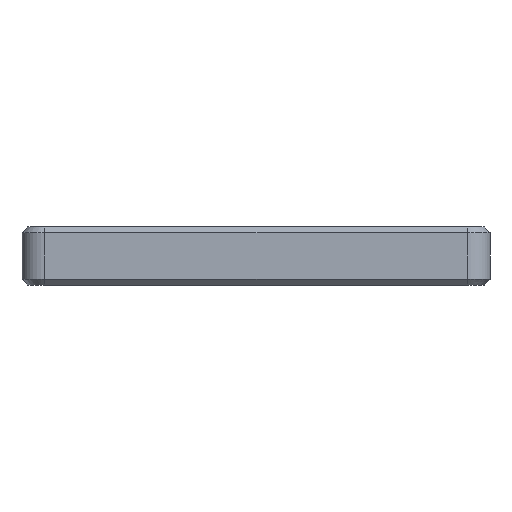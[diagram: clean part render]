
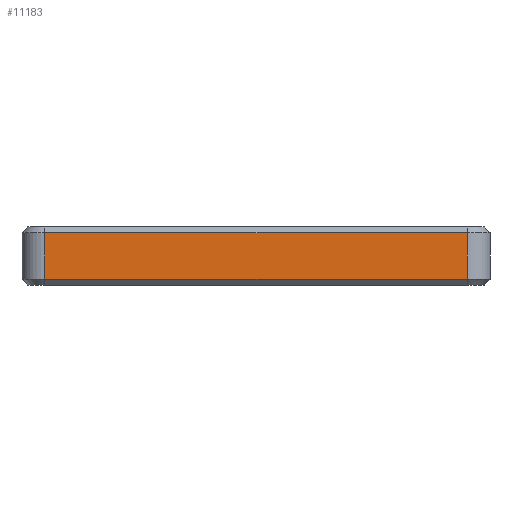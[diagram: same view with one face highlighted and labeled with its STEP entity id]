
A CAD part, left-side view. The second image highlights one B-rep face of the part: STEP entity #11183.
In plain terms, the highlighted planar face has unit normal (-1, 0, 0).
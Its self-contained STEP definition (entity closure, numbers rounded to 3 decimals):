
#4767 = PLANE('',#4768);
#4768 = AXIS2_PLACEMENT_3D('',#4769,#4770,#4771);
#4769 = CARTESIAN_POINT('',(-2.95,-112.1,5.25));
#4770 = DIRECTION('',(0.707,0.,-0.707)
  );
#4771 = DIRECTION('',(0.,1.,0.));
#8311 = VERTEX_POINT('',#8312);
#8312 = CARTESIAN_POINT('',(-3.7,-2.2,4.5));
#8346 = CYLINDRICAL_SURFACE('',#8347,5.9);
#8347 = AXIS2_PLACEMENT_3D('',#8348,#8349,#8350);
#8348 = CARTESIAN_POINT('',(2.2,-2.2,-9.1));
#8349 = DIRECTION('',(0.,0.,-1.));
#8350 = DIRECTION('',(-1.,0.,0.));
#8417 = VERTEX_POINT('',#8418);
#8418 = CARTESIAN_POINT('',(-3.7,-112.1,4.5));
#8437 = EDGE_CURVE('',#8417,#8311,#8438,.T.);
#8438 = SURFACE_CURVE('',#8439,(#8443,#8450),.PCURVE_S1.);
#8439 = LINE('',#8440,#8441);
#8440 = CARTESIAN_POINT('',(-3.7,-112.1,4.5));
#8441 = VECTOR('',#8442,1.);
#8442 = DIRECTION('',(0.,1.,0.));
#8443 = PCURVE('',#4767,#8444);
#8444 = DEFINITIONAL_REPRESENTATION('',(#8445),#8449);
#8445 = LINE('',#8446,#8447);
#8446 = CARTESIAN_POINT('',(0.,-1.061));
#8447 = VECTOR('',#8448,1.);
#8448 = DIRECTION('',(1.,0.));
#8449 = ( GEOMETRIC_REPRESENTATION_CONTEXT(2) 
PARAMETRIC_REPRESENTATION_CONTEXT() REPRESENTATION_CONTEXT('2D SPACE',''
  ) );
#8450 = PCURVE('',#8451,#8456);
#8451 = PLANE('',#8452);
#8452 = AXIS2_PLACEMENT_3D('',#8453,#8454,#8455);
#8453 = CARTESIAN_POINT('',(-3.7,-112.1,-9.1));
#8454 = DIRECTION('',(-1.,0.,0.));
#8455 = DIRECTION('',(0.,1.,0.));
#8456 = DEFINITIONAL_REPRESENTATION('',(#8457),#8461);
#8457 = LINE('',#8458,#8459);
#8458 = CARTESIAN_POINT('',(0.,-13.6));
#8459 = VECTOR('',#8460,1.);
#8460 = DIRECTION('',(1.,0.));
#8461 = ( GEOMETRIC_REPRESENTATION_CONTEXT(2) 
PARAMETRIC_REPRESENTATION_CONTEXT() REPRESENTATION_CONTEXT('2D SPACE',''
  ) );
#8556 = CYLINDRICAL_SURFACE('',#8557,5.9);
#8557 = AXIS2_PLACEMENT_3D('',#8558,#8559,#8560);
#8558 = CARTESIAN_POINT('',(2.2,-112.1,-9.1));
#8559 = DIRECTION('',(0.,0.,-1.));
#8560 = DIRECTION('',(-1.,0.,0.));
#9515 = PLANE('',#9516);
#9516 = AXIS2_PLACEMENT_3D('',#9517,#9518,#9519);
#9517 = CARTESIAN_POINT('',(-2.95,-112.1,-8.35));
#9518 = DIRECTION('',(-0.707,0.,
    -0.707));
#9519 = DIRECTION('',(0.,1.,0.));
#11087 = EDGE_CURVE('',#11088,#8311,#11090,.T.);
#11088 = VERTEX_POINT('',#11089);
#11089 = CARTESIAN_POINT('',(-3.7,-2.2,-7.6));
#11090 = SURFACE_CURVE('',#11091,(#11095,#11102),.PCURVE_S1.);
#11091 = LINE('',#11092,#11093);
#11092 = CARTESIAN_POINT('',(-3.7,-2.2,-9.1));
#11093 = VECTOR('',#11094,1.);
#11094 = DIRECTION('',(0.,0.,1.));
#11095 = PCURVE('',#8346,#11096);
#11096 = DEFINITIONAL_REPRESENTATION('',(#11097),#11101);
#11097 = LINE('',#11098,#11099);
#11098 = CARTESIAN_POINT('',(0.,0.));
#11099 = VECTOR('',#11100,1.);
#11100 = DIRECTION('',(0.,-1.));
#11101 = ( GEOMETRIC_REPRESENTATION_CONTEXT(2) 
PARAMETRIC_REPRESENTATION_CONTEXT() REPRESENTATION_CONTEXT('2D SPACE',''
  ) );
#11102 = PCURVE('',#8451,#11103);
#11103 = DEFINITIONAL_REPRESENTATION('',(#11104),#11108);
#11104 = LINE('',#11105,#11106);
#11105 = CARTESIAN_POINT('',(109.9,0.));
#11106 = VECTOR('',#11107,1.);
#11107 = DIRECTION('',(0.,-1.));
#11108 = ( GEOMETRIC_REPRESENTATION_CONTEXT(2) 
PARAMETRIC_REPRESENTATION_CONTEXT() REPRESENTATION_CONTEXT('2D SPACE',''
  ) );
#11183 = ADVANCED_FACE('',(#11184),#8451,.T.);
#11184 = FACE_BOUND('',#11185,.T.);
#11185 = EDGE_LOOP('',(#11186,#11209,#11210,#11211));
#11186 = ORIENTED_EDGE('',*,*,#11187,.T.);
#11187 = EDGE_CURVE('',#11188,#8417,#11190,.T.);
#11188 = VERTEX_POINT('',#11189);
#11189 = CARTESIAN_POINT('',(-3.7,-112.1,-7.6));
#11190 = SURFACE_CURVE('',#11191,(#11195,#11202),.PCURVE_S1.);
#11191 = LINE('',#11192,#11193);
#11192 = CARTESIAN_POINT('',(-3.7,-112.1,-9.1));
#11193 = VECTOR('',#11194,1.);
#11194 = DIRECTION('',(0.,0.,1.));
#11195 = PCURVE('',#8451,#11196);
#11196 = DEFINITIONAL_REPRESENTATION('',(#11197),#11201);
#11197 = LINE('',#11198,#11199);
#11198 = CARTESIAN_POINT('',(0.,0.));
#11199 = VECTOR('',#11200,1.);
#11200 = DIRECTION('',(0.,-1.));
#11201 = ( GEOMETRIC_REPRESENTATION_CONTEXT(2) 
PARAMETRIC_REPRESENTATION_CONTEXT() REPRESENTATION_CONTEXT('2D SPACE',''
  ) );
#11202 = PCURVE('',#8556,#11203);
#11203 = DEFINITIONAL_REPRESENTATION('',(#11204),#11208);
#11204 = LINE('',#11205,#11206);
#11205 = CARTESIAN_POINT('',(6.283,0.));
#11206 = VECTOR('',#11207,1.);
#11207 = DIRECTION('',(0.,-1.));
#11208 = ( GEOMETRIC_REPRESENTATION_CONTEXT(2) 
PARAMETRIC_REPRESENTATION_CONTEXT() REPRESENTATION_CONTEXT('2D SPACE',''
  ) );
#11209 = ORIENTED_EDGE('',*,*,#8437,.T.);
#11210 = ORIENTED_EDGE('',*,*,#11087,.F.);
#11211 = ORIENTED_EDGE('',*,*,#11212,.F.);
#11212 = EDGE_CURVE('',#11188,#11088,#11213,.T.);
#11213 = SURFACE_CURVE('',#11214,(#11218,#11225),.PCURVE_S1.);
#11214 = LINE('',#11215,#11216);
#11215 = CARTESIAN_POINT('',(-3.7,-112.1,-7.6));
#11216 = VECTOR('',#11217,1.);
#11217 = DIRECTION('',(0.,1.,0.));
#11218 = PCURVE('',#8451,#11219);
#11219 = DEFINITIONAL_REPRESENTATION('',(#11220),#11224);
#11220 = LINE('',#11221,#11222);
#11221 = CARTESIAN_POINT('',(0.,-1.5));
#11222 = VECTOR('',#11223,1.);
#11223 = DIRECTION('',(1.,0.));
#11224 = ( GEOMETRIC_REPRESENTATION_CONTEXT(2) 
PARAMETRIC_REPRESENTATION_CONTEXT() REPRESENTATION_CONTEXT('2D SPACE',''
  ) );
#11225 = PCURVE('',#9515,#11226);
#11226 = DEFINITIONAL_REPRESENTATION('',(#11227),#11231);
#11227 = LINE('',#11228,#11229);
#11228 = CARTESIAN_POINT('',(0.,-1.061));
#11229 = VECTOR('',#11230,1.);
#11230 = DIRECTION('',(1.,0.));
#11231 = ( GEOMETRIC_REPRESENTATION_CONTEXT(2) 
PARAMETRIC_REPRESENTATION_CONTEXT() REPRESENTATION_CONTEXT('2D SPACE',''
  ) );
